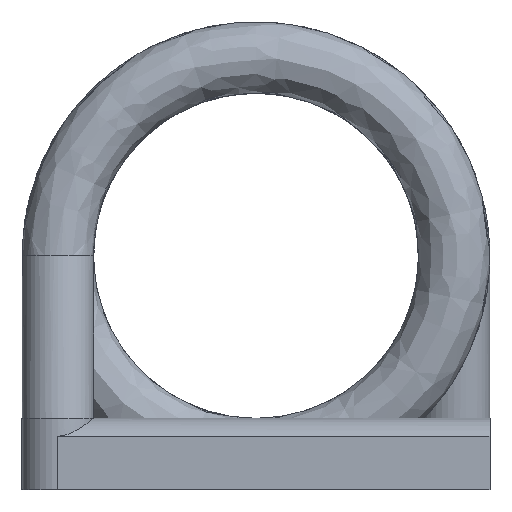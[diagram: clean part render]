
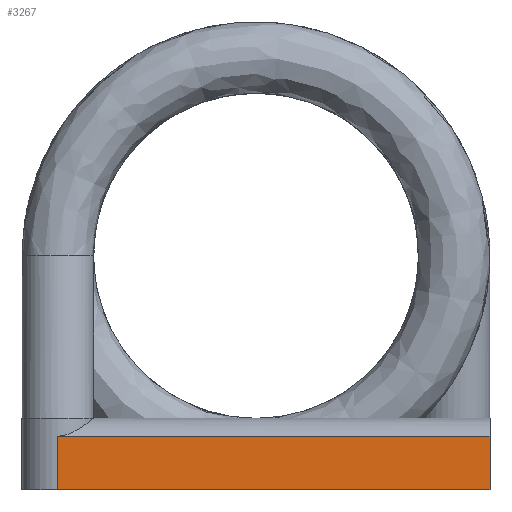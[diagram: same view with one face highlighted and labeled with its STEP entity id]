
A CAD part, left-side view. The second image highlights one B-rep face of the part: STEP entity #3267.
In plain terms, the highlighted planar face has unit normal (-1, 0, 0).
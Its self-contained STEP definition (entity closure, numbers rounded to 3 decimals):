
#2854=DIRECTION('',(0.,1.,0.));
#3038=VERTEX_POINT('',#3039);
#3039=CARTESIAN_POINT('',(-5.843,3.173,0.859));
#3102=ORIENTED_EDGE('',*,*,#3103,.T.);
#3103=EDGE_CURVE('',#3038,#3104,#3106,.T.);
#3104=VERTEX_POINT('',#3105);
#3105=CARTESIAN_POINT('',(-5.843,3.173,0.));
#3106=LINE('',#3039,#3107);
#3107=VECTOR('',#3108,1.);
#3108=DIRECTION('',(0.,0.,-1.));
#3252=VERTEX_POINT('',#3253);
#3253=CARTESIAN_POINT('',(-5.843,-3.745,0.859));
#3262=VECTOR('',#2854,1.);
#3264=EDGE_CURVE('',#3252,#3038,#3265,.T.);
#3265=LINE('',#3253,#3262);
#3267=ADVANCED_FACE('',(#3268),#3279,.T.);
#3268=FACE_BOUND('',#3269,.T.);
#3269=EDGE_LOOP('',(#3270,#3102,#3271,#3276));
#3270=ORIENTED_EDGE('',*,*,#3264,.T.);
#3271=ORIENTED_EDGE('',*,*,#3272,.F.);
#3272=EDGE_CURVE('',#3273,#3104,#3275,.T.);
#3273=VERTEX_POINT('',#3274);
#3274=CARTESIAN_POINT('',(-5.843,-3.745,0.));
#3275=LINE('',#3274,#3262);
#3276=ORIENTED_EDGE('',*,*,#3277,.F.);
#3277=EDGE_CURVE('',#3252,#3273,#3278,.T.);
#3278=LINE('',#3253,#3107);
#3279=PLANE('',#3280);
#3280=AXIS2_PLACEMENT_3D('',#3253,#3281,#3108);
#3281=DIRECTION('',(-1.,0.,0.));
